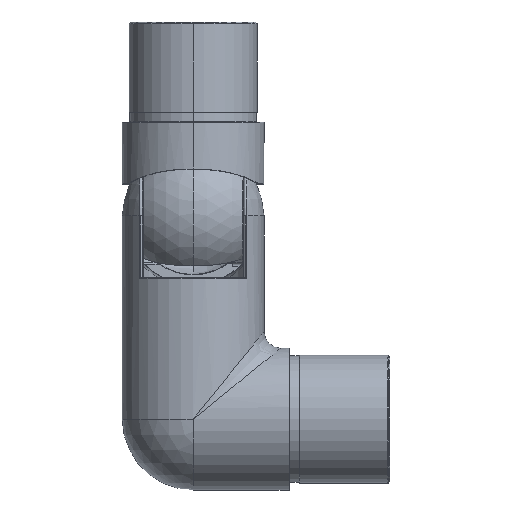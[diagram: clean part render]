
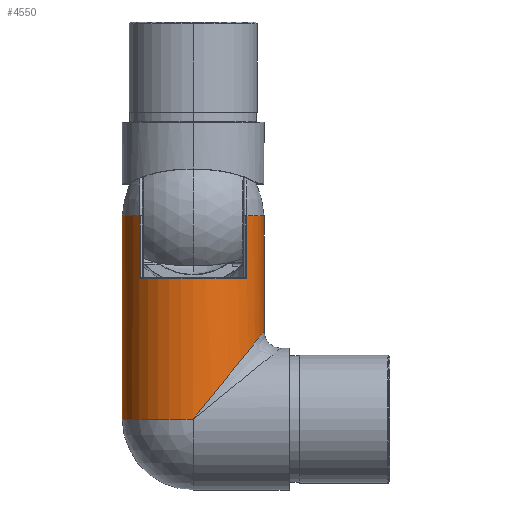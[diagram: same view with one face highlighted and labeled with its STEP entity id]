
A CAD part, front view. The second image highlights one B-rep face of the part: STEP entity #4550.
In plain terms, the highlighted cylindrical face has radius 21.2 mm (diameter 42.4 mm), a partial arc.
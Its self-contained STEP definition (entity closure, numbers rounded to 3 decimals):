
#127 = VERTEX_POINT ( 'NONE', #10439 ) ;
#225 = VECTOR ( 'NONE', #4263, 1000. ) ;
#321 = DIRECTION ( 'NONE',  ( 0., 0., 1. ) ) ;
#466 = CARTESIAN_POINT ( 'NONE',  ( 16.094, -13.799, 42.2 ) ) ;
#491 = VERTEX_POINT ( 'NONE', #6842 ) ;
#508 = CARTESIAN_POINT ( 'NONE',  ( 0., 0., 42.2 ) ) ;
#1265 = CARTESIAN_POINT ( 'NONE',  ( 0., 0., 51.3 ) ) ;
#1391 = VERTEX_POINT ( 'NONE', #2711 ) ;
#1568 = ORIENTED_EDGE ( 'NONE', *, *, #7076, .T. ) ;
#1660 = EDGE_CURVE ( 'NONE', #1391, #6014, #6956, .T. ) ;
#1838 = CARTESIAN_POINT ( 'NONE',  ( -21.2, 0., 60.8 ) ) ;
#1935 = CIRCLE ( 'NONE', #9009, 21.2 ) ;
#1979 = EDGE_CURVE ( 'NONE', #5281, #3502, #2440, .T. ) ;
#2064 = AXIS2_PLACEMENT_3D ( 'NONE', #1265, #3785, #5463 ) ;
#2155 = CARTESIAN_POINT ( 'NONE',  ( -16.094, -13.799, 51.3 ) ) ;
#2383 = LINE ( 'NONE', #8305, #8861 ) ;
#2398 = CYLINDRICAL_SURFACE ( 'NONE', #2064, 21.2 ) ;
#2440 = LINE ( 'NONE', #9234, #225 ) ;
#2546 = CARTESIAN_POINT ( 'NONE',  ( 0., 0., 60.8 ) ) ;
#2711 = CARTESIAN_POINT ( 'NONE',  ( 0., -21.2, 0. ) ) ;
#2949 = CIRCLE ( 'NONE', #8527, 21.2 ) ;
#3069 = ORIENTED_EDGE ( 'NONE', *, *, #10308, .T. ) ;
#3205 = CARTESIAN_POINT ( 'NONE',  ( 16.094, -13.799, 60.8 ) ) ;
#3324 = DIRECTION ( 'NONE',  ( 0., 0., -1. ) ) ;
#3502 = VERTEX_POINT ( 'NONE', #10470 ) ;
#3511 = DIRECTION ( 'NONE',  ( -1., 0., 0. ) ) ;
#3785 = DIRECTION ( 'NONE',  ( 0., 0., -1. ) ) ;
#3837 = VERTEX_POINT ( 'NONE', #466 ) ;
#3964 = CARTESIAN_POINT ( 'NONE',  ( 21.2, 0., 51.3 ) ) ;
#3984 = CIRCLE ( 'NONE', #6098, 21.2 ) ;
#4231 = LINE ( 'NONE', #3964, #6175 ) ;
#4263 = DIRECTION ( 'NONE',  ( 0., 0., -1. ) ) ;
#4550 = ADVANCED_FACE ( 'NONE', ( #7716 ), #2398, .T. ) ;
#4552 = EDGE_CURVE ( 'NONE', #491, #127, #8234, .T. ) ;
#4660 = VERTEX_POINT ( 'NONE', #7338 ) ;
#4776 = DIRECTION ( 'NONE',  ( 0., 0., -1. ) ) ;
#4950 = DIRECTION ( 'NONE',  ( 1., 0., 0. ) ) ;
#5208 = ORIENTED_EDGE ( 'NONE', *, *, #7007, .T. ) ;
#5281 = VERTEX_POINT ( 'NONE', #1838 ) ;
#5444 = ORIENTED_EDGE ( 'NONE', *, *, #1979, .T. ) ;
#5446 = CARTESIAN_POINT ( 'NONE',  ( 21.2, -12.419, 26.2 ) ) ;
#5463 = DIRECTION ( 'NONE',  ( -1., 0., 0. ) ) ;
#5705 = EDGE_CURVE ( 'NONE', #4660, #9666, #1935, .T. ) ;
#6014 = VERTEX_POINT ( 'NONE', #8028 ) ;
#6098 = AXIS2_PLACEMENT_3D ( 'NONE', #508, #8704, #7291 ) ;
#6175 = VECTOR ( 'NONE', #9898, 1000. ) ;
#6539 = VECTOR ( 'NONE', #7996, 1000. ) ;
#6667 = AXIS2_PLACEMENT_3D ( 'NONE', #2546, #9187, #4950 ) ;
#6677 = ORIENTED_EDGE ( 'NONE', *, *, #5705, .T. ) ;
#6770 = ORIENTED_EDGE ( 'NONE', *, *, #8064, .F. ) ;
#6842 = CARTESIAN_POINT ( 'NONE',  ( -16.094, -13.799, 42.2 ) ) ;
#6881 = ORIENTED_EDGE ( 'NONE', *, *, #4552, .T. ) ;
#6956 =( BOUNDED_CURVE ( )  B_SPLINE_CURVE ( 3, ( #8840, #10420, #5446, #8015 ),
 .UNSPECIFIED., .F., .F. ) 
 B_SPLINE_CURVE_WITH_KNOTS ( ( 4, 4 ),
 ( 1.571, 3.142 ),
 .UNSPECIFIED. ) 
 CURVE ( )  GEOMETRIC_REPRESENTATION_ITEM ( )  RATIONAL_B_SPLINE_CURVE ( ( 1., 0.805, 0.805, 1. ) ) 
 REPRESENTATION_ITEM ( '' )  );
#7007 = EDGE_CURVE ( 'NONE', #3502, #1391, #2949, .T. ) ;
#7076 = EDGE_CURVE ( 'NONE', #3837, #491, #3984, .T. ) ;
#7291 = DIRECTION ( 'NONE',  ( -1., 0., 0. ) ) ;
#7338 = CARTESIAN_POINT ( 'NONE',  ( 21.2, 0., 60.8 ) ) ;
#7716 = FACE_OUTER_BOUND ( 'NONE', #7752, .T. ) ;
#7724 = CARTESIAN_POINT ( 'NONE',  ( 0., 0., 0. ) ) ;
#7752 = EDGE_LOOP ( 'NONE', ( #6770, #6677, #3069, #1568, #6881, #9657, #5444, #5208, #9828 ) ) ;
#7996 = DIRECTION ( 'NONE',  ( 0., 0., 1. ) ) ;
#8015 = CARTESIAN_POINT ( 'NONE',  ( 21.2, 0., 26.2 ) ) ;
#8028 = CARTESIAN_POINT ( 'NONE',  ( 21.2, 0., 26.2 ) ) ;
#8064 = EDGE_CURVE ( 'NONE', #4660, #6014, #4231, .T. ) ;
#8095 = CIRCLE ( 'NONE', #6667, 21.2 ) ;
#8234 = LINE ( 'NONE', #2155, #6539 ) ;
#8305 = CARTESIAN_POINT ( 'NONE',  ( 16.094, -13.799, 51.3 ) ) ;
#8527 = AXIS2_PLACEMENT_3D ( 'NONE', #7724, #321, #3511 ) ;
#8704 = DIRECTION ( 'NONE',  ( 0., 0., -1. ) ) ;
#8840 = CARTESIAN_POINT ( 'NONE',  ( 0., -21.2, 0. ) ) ;
#8861 = VECTOR ( 'NONE', #3324, 1000. ) ;
#9009 = AXIS2_PLACEMENT_3D ( 'NONE', #9827, #4776, #10559 ) ;
#9187 = DIRECTION ( 'NONE',  ( 0., 0., -1. ) ) ;
#9234 = CARTESIAN_POINT ( 'NONE',  ( -21.2, 0., 51.3 ) ) ;
#9657 = ORIENTED_EDGE ( 'NONE', *, *, #9795, .T. ) ;
#9666 = VERTEX_POINT ( 'NONE', #3205 ) ;
#9795 = EDGE_CURVE ( 'NONE', #127, #5281, #8095, .T. ) ;
#9827 = CARTESIAN_POINT ( 'NONE',  ( 0., 0., 60.8 ) ) ;
#9828 = ORIENTED_EDGE ( 'NONE', *, *, #1660, .T. ) ;
#9898 = DIRECTION ( 'NONE',  ( 0., 0., -1. ) ) ;
#10308 = EDGE_CURVE ( 'NONE', #9666, #3837, #2383, .T. ) ;
#10420 = CARTESIAN_POINT ( 'NONE',  ( 12.419, -21.2, 15.348 ) ) ;
#10439 = CARTESIAN_POINT ( 'NONE',  ( -16.094, -13.799, 60.8 ) ) ;
#10470 = CARTESIAN_POINT ( 'NONE',  ( -21.2, 0., 0. ) ) ;
#10559 = DIRECTION ( 'NONE',  ( 1., 0., 0. ) ) ;
